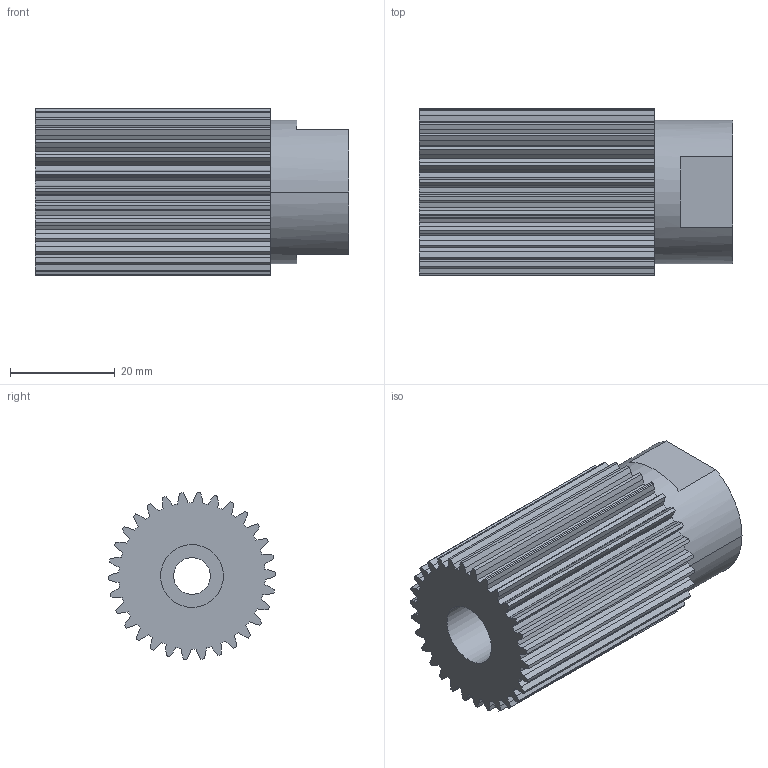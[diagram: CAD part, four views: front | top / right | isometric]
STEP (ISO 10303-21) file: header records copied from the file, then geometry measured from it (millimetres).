
FILE_DESCRIPTION(('CATIA V5 STEP Exchange','CAx-IF Rec.Pracs.--- Model Styling and Organization---1.2---2011-12-15'),'2;1');
FILE_NAME('PIGNON MOTEUR.stp','2022-11-28T09:39:46+00:00',('none'),('none'),'CATIA Version 5-6 Release 2013 SP6 HF13','CATIA V5 STEP AP214','none');
FILE_SCHEMA(('AUTOMOTIVE_DESIGN { 1 0 10303 214 1 1 1 1 }'));
Length unit declared in the file: millimetre
Products named in the file (1): PIGNON MOTEUR
Bounding box: 60 x 32 x 31.94 mm (x, y, z)
Volume: 30231.9 mm3; surface area: 13154 mm2
Topology: 1 solids, 1 shells, 203 faces, 594 edges, 394 vertices
Faces by surface type: plane 129, cylinder 72, cone 2
Entity records: 6761 total; most frequent: CARTESIAN_POINT 1201, ORIENTED_EDGE 1184, DIRECTION 980, EDGE_CURVE 592, VECTOR 440, LINE 440, VERTEX_POINT 394, AXIS2_PLACEMENT_3D 345
